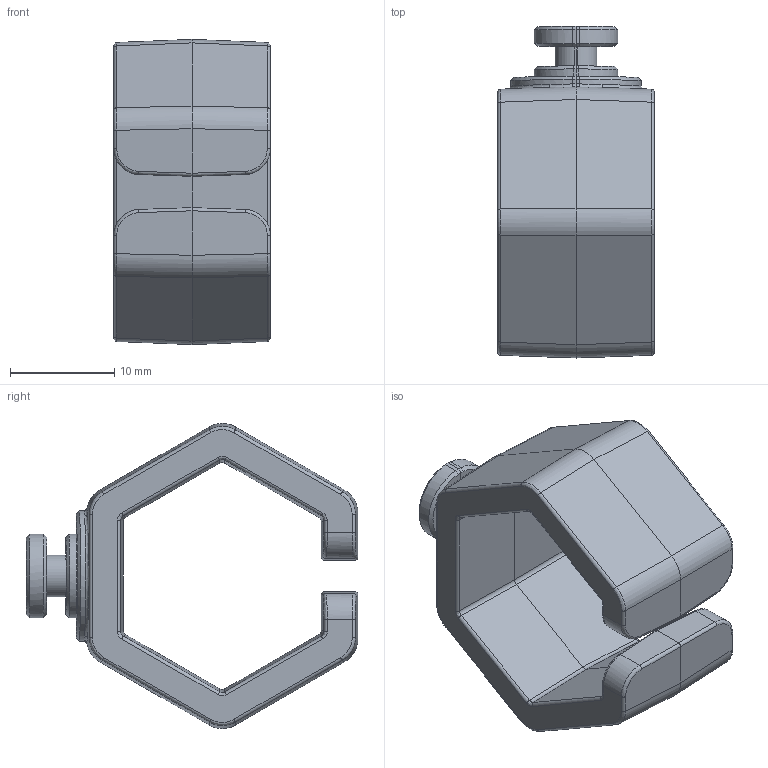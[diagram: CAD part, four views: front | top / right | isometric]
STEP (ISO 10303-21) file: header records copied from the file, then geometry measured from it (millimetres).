
FILE_DESCRIPTION((''),'2;1');
FILE_NAME('130-001_0011','2021-04-13T13:31:02',('finla'),(''),'CREO PARAMETRIC BY PTC INC, 2020342','CREO PARAMETRIC BY PTC INC, 2020342','');
FILE_SCHEMA(('CONFIG_CONTROL_DESIGN'));
Length unit declared in the file: millimetre
Products named in the file (1): 130-001_0011
Bounding box: 15 x 31.78 x 29.23 mm (x, y, z)
Volume: 3869.2 mm3; surface area: 2872.6 mm2
Topology: 1 solids, 1 shells, 196 faces, 438 edges, 244 vertices
Faces by surface type: plane 74, cylinder 72, bspline 50
Entity records: 9110 total; most frequent: CARTESIAN_POINT 5188, ORIENTED_EDGE 876, DIRECTION 678, EDGE_CURVE 438, VERTEX_POINT 244, VECTOR 242, LINE 242, AXIS2_PLACEMENT_3D 218
